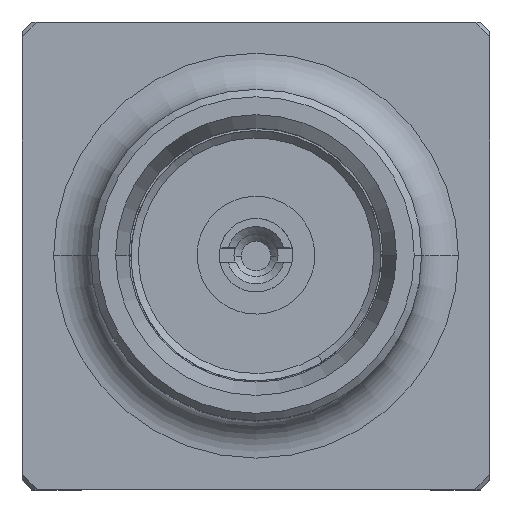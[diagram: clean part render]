
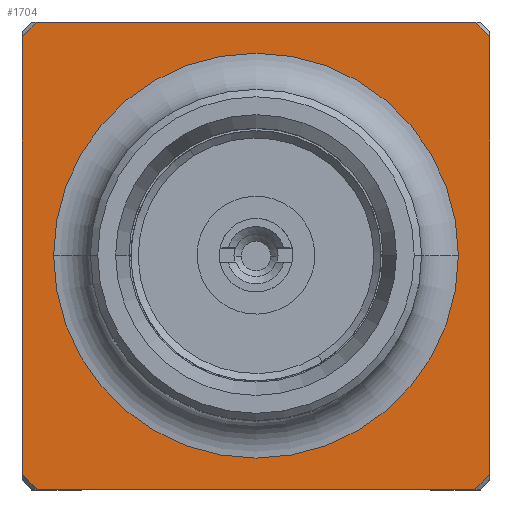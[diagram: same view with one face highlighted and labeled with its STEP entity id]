
A CAD part, top view. The second image highlights one B-rep face of the part: STEP entity #1704.
In plain terms, the highlighted planar face has unit normal (0, 0, 1).
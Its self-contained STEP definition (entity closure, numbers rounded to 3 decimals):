
#59 = DIRECTION ( 'NONE',  ( -1., 0., 0. ) ) ;
#63 = DIRECTION ( 'NONE',  ( -1., 0., 0. ) ) ;
#64 = CARTESIAN_POINT ( 'NONE',  ( -60.573, 20.229, 16.605 ) ) ;
#100 = VECTOR ( 'NONE', #701, 1000. ) ;
#105 = DIRECTION ( 'NONE',  ( 0., 0., 1. ) ) ;
#143 = ORIENTED_EDGE ( 'NONE', *, *, #1763, .T. ) ;
#150 = VECTOR ( 'NONE', #860, 1000. ) ;
#175 = CIRCLE ( 'NONE', #1771, 4.35 ) ;
#222 = DIRECTION ( 'NONE',  ( 0., 0., -1. ) ) ;
#243 = LINE ( 'NONE', #1788, #150 ) ;
#334 = ORIENTED_EDGE ( 'NONE', *, *, #1067, .T. ) ;
#373 = VECTOR ( 'NONE', #1070, 1000. ) ;
#385 = FACE_BOUND ( 'NONE', #629, .T. ) ;
#395 = CARTESIAN_POINT ( 'NONE',  ( -60.573, 20.229, 16.605 ) ) ;
#403 = CARTESIAN_POINT ( 'NONE',  ( -60.573, 23.404, 16.605 ) ) ;
#404 = ORIENTED_EDGE ( 'NONE', *, *, #1650, .T. ) ;
#416 = CIRCLE ( 'NONE', #1713, 2.75 ) ;
#438 = CARTESIAN_POINT ( 'NONE',  ( -60.573, 17.054, 16.605 ) ) ;
#529 = DIRECTION ( 'NONE',  ( -1., 0., 0. ) ) ;
#530 = CARTESIAN_POINT ( 'NONE',  ( -63.748, 23.202, 16.605 ) ) ;
#553 = AXIS2_PLACEMENT_3D ( 'NONE', #395, #222, #63 ) ;
#559 = VERTEX_POINT ( 'NONE', #1928 ) ;
#582 = VERTEX_POINT ( 'NONE', #530 ) ;
#589 = CARTESIAN_POINT ( 'NONE',  ( -57.823, 20.229, 16.605 ) ) ;
#593 = AXIS2_PLACEMENT_3D ( 'NONE', #894, #740, #1827 ) ;
#594 = CARTESIAN_POINT ( 'NONE',  ( -63.547, 17.054, 16.605 ) ) ;
#608 = ORIENTED_EDGE ( 'NONE', *, *, #1856, .T. ) ;
#620 = VERTEX_POINT ( 'NONE', #1631 ) ;
#628 = EDGE_CURVE ( 'NONE', #768, #1085, #175, .T. ) ;
#629 = EDGE_LOOP ( 'NONE', ( #1450, #608 ) ) ;
#654 = VERTEX_POINT ( 'NONE', #810 ) ;
#693 = CARTESIAN_POINT ( 'NONE',  ( -57.398, 23.202, 16.605 ) ) ;
#694 = DIRECTION ( 'NONE',  ( 0., 0., 1. ) ) ;
#701 = DIRECTION ( 'NONE',  ( 0., 1., 0. ) ) ;
#732 = ORIENTED_EDGE ( 'NONE', *, *, #628, .T. ) ;
#740 = DIRECTION ( 'NONE',  ( 0., 0., 1. ) ) ;
#754 = DIRECTION ( 'NONE',  ( -1., 0., 0. ) ) ;
#768 = VERTEX_POINT ( 'NONE', #1123 ) ;
#810 = CARTESIAN_POINT ( 'NONE',  ( -63.547, 23.404, 16.605 ) ) ;
#812 = EDGE_CURVE ( 'NONE', #1085, #1706, #1775, .T. ) ;
#836 = DIRECTION ( 'NONE',  ( 0., 0., -1. ) ) ;
#858 = CARTESIAN_POINT ( 'NONE',  ( -57.398, 20.229, 16.605 ) ) ;
#860 = DIRECTION ( 'NONE',  ( 0., -1., 0. ) ) ;
#872 = EDGE_CURVE ( 'NONE', #620, #1404, #877, .T. ) ;
#877 = CIRCLE ( 'NONE', #1833, 2.75 ) ;
#879 = DIRECTION ( 'NONE',  ( 0., 0., 1. ) ) ;
#890 = ORIENTED_EDGE ( 'NONE', *, *, #1709, .T. ) ;
#894 = CARTESIAN_POINT ( 'NONE',  ( -60.573, 20.229, 16.605 ) ) ;
#944 = EDGE_CURVE ( 'NONE', #654, #582, #1487, .T. ) ;
#948 = CIRCLE ( 'NONE', #1809, 4.35 ) ;
#1039 = CARTESIAN_POINT ( 'NONE',  ( -60.573, 20.229, 16.605 ) ) ;
#1067 = EDGE_CURVE ( 'NONE', #1845, #768, #1369, .T. ) ;
#1070 = DIRECTION ( 'NONE',  ( 1., 0., 0. ) ) ;
#1085 = VERTEX_POINT ( 'NONE', #1867 ) ;
#1123 = CARTESIAN_POINT ( 'NONE',  ( -57.6, 17.054, 16.605 ) ) ;
#1229 = CARTESIAN_POINT ( 'NONE',  ( -57.6, 23.404, 16.605 ) ) ;
#1351 = ORIENTED_EDGE ( 'NONE', *, *, #1699, .T. ) ;
#1362 = ORIENTED_EDGE ( 'NONE', *, *, #812, .T. ) ;
#1363 = CARTESIAN_POINT ( 'NONE',  ( -60.573, 20.229, 16.605 ) ) ;
#1369 = LINE ( 'NONE', #438, #373 ) ;
#1378 = AXIS2_PLACEMENT_3D ( 'NONE', #1547, #105, #754 ) ;
#1404 = VERTEX_POINT ( 'NONE', #589 ) ;
#1450 = ORIENTED_EDGE ( 'NONE', *, *, #872, .T. ) ;
#1474 = CARTESIAN_POINT ( 'NONE',  ( -60.573, 20.229, 16.605 ) ) ;
#1486 = PLANE ( 'NONE',  #553 ) ;
#1487 = CIRCLE ( 'NONE', #593, 4.35 ) ;
#1547 = CARTESIAN_POINT ( 'NONE',  ( -60.573, 20.229, 16.605 ) ) ;
#1630 = FACE_OUTER_BOUND ( 'NONE', #1818, .T. ) ;
#1631 = CARTESIAN_POINT ( 'NONE',  ( -63.323, 20.229, 16.605 ) ) ;
#1645 = DIRECTION ( 'NONE',  ( -1., 0., 0. ) ) ;
#1650 = EDGE_CURVE ( 'NONE', #1822, #654, #1829, .T. ) ;
#1681 = CIRCLE ( 'NONE', #1378, 4.35 ) ;
#1699 = EDGE_CURVE ( 'NONE', #582, #559, #243, .T. ) ;
#1704 = ADVANCED_FACE ( 'NONE', ( #1630, #385 ), #1486, .F. ) ;
#1706 = VERTEX_POINT ( 'NONE', #693 ) ;
#1709 = EDGE_CURVE ( 'NONE', #1706, #1822, #948, .T. ) ;
#1713 = AXIS2_PLACEMENT_3D ( 'NONE', #1363, #2001, #1992 ) ;
#1763 = EDGE_CURVE ( 'NONE', #559, #1845, #1681, .T. ) ;
#1771 = AXIS2_PLACEMENT_3D ( 'NONE', #64, #694, #1949 ) ;
#1775 = LINE ( 'NONE', #858, #100 ) ;
#1784 = ORIENTED_EDGE ( 'NONE', *, *, #944, .T. ) ;
#1788 = CARTESIAN_POINT ( 'NONE',  ( -63.748, 20.229, 16.605 ) ) ;
#1809 = AXIS2_PLACEMENT_3D ( 'NONE', #1039, #879, #1645 ) ;
#1818 = EDGE_LOOP ( 'NONE', ( #732, #1362, #890, #404, #1784, #1351, #143, #334 ) ) ;
#1822 = VERTEX_POINT ( 'NONE', #1229 ) ;
#1827 = DIRECTION ( 'NONE',  ( -1., 0., 0. ) ) ;
#1829 = LINE ( 'NONE', #403, #1998 ) ;
#1833 = AXIS2_PLACEMENT_3D ( 'NONE', #1474, #836, #59 ) ;
#1845 = VERTEX_POINT ( 'NONE', #594 ) ;
#1856 = EDGE_CURVE ( 'NONE', #1404, #620, #416, .T. ) ;
#1867 = CARTESIAN_POINT ( 'NONE',  ( -57.398, 17.255, 16.605 ) ) ;
#1928 = CARTESIAN_POINT ( 'NONE',  ( -63.748, 17.255, 16.605 ) ) ;
#1949 = DIRECTION ( 'NONE',  ( -1., 0., 0. ) ) ;
#1992 = DIRECTION ( 'NONE',  ( -1., 0., 0. ) ) ;
#1998 = VECTOR ( 'NONE', #529, 1000. ) ;
#2001 = DIRECTION ( 'NONE',  ( 0., 0., -1. ) ) ;
